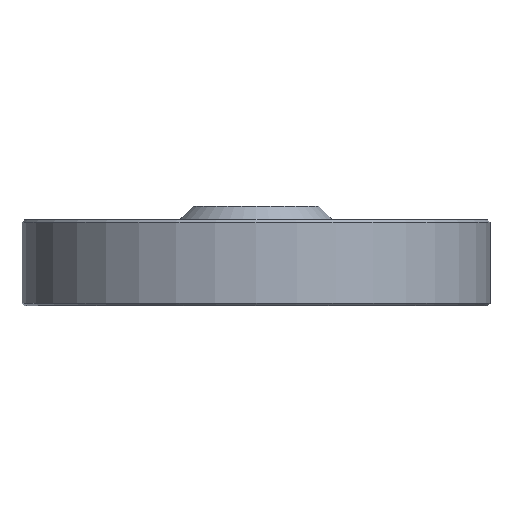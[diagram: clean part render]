
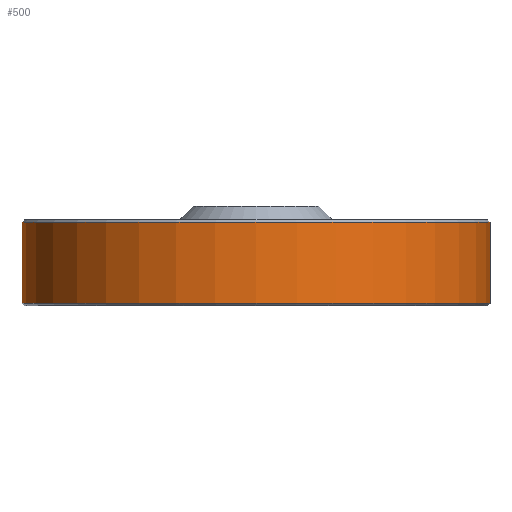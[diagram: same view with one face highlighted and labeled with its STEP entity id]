
A CAD part, front view. The second image highlights one B-rep face of the part: STEP entity #500.
In plain terms, the highlighted cylindrical face has radius 23.812 mm (diameter 47.625 mm), a partial arc.
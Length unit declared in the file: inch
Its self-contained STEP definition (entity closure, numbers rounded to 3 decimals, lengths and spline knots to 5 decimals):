
#4 = AXIS2_PLACEMENT_3D ( 'NONE', #535, #85, #611 ) ;
#19 = ORIENTED_EDGE ( 'NONE', *, *, #253, .F. ) ;
#76 = DIRECTION ( 'NONE',  ( 0., 0., 1. ) ) ;
#85 = DIRECTION ( 'NONE',  ( 0., 0., 1. ) ) ;
#88 = CARTESIAN_POINT ( 'NONE',  ( 1.40625, 0., -0.1475 ) ) ;
#103 = CARTESIAN_POINT ( 'NONE',  ( 0.46875, 0., 0.2425 ) ) ;
#110 = ORIENTED_EDGE ( 'NONE', *, *, #801, .T. ) ;
#161 = CARTESIAN_POINT ( 'NONE',  ( 0.46875, 0., 0.1775 ) ) ;
#184 = CIRCLE ( 'NONE', #4, 0.9375 ) ;
#210 = CYLINDRICAL_SURFACE ( 'NONE', #829, 0.9375 ) ;
#215 = VERTEX_POINT ( 'NONE', #929 ) ;
#239 = DIRECTION ( 'NONE',  ( -1., 0., 0. ) ) ;
#250 = ORIENTED_EDGE ( 'NONE', *, *, #604, .T. ) ;
#253 = EDGE_CURVE ( 'NONE', #588, #378, #470, .T. ) ;
#282 = CARTESIAN_POINT ( 'NONE',  ( -0.46875, 0., 0.2425 ) ) ;
#306 = VERTEX_POINT ( 'NONE', #88 ) ;
#378 = VERTEX_POINT ( 'NONE', #416 ) ;
#416 = CARTESIAN_POINT ( 'NONE',  ( -0.46875, 0., 0.1775 ) ) ;
#431 = FACE_OUTER_BOUND ( 'NONE', #618, .T. ) ;
#449 = ORIENTED_EDGE ( 'NONE', *, *, #450, .T. ) ;
#450 = EDGE_CURVE ( 'NONE', #306, #215, #479, .T. ) ;
#453 = CARTESIAN_POINT ( 'NONE',  ( 1.40625, 0., 0.2425 ) ) ;
#470 = LINE ( 'NONE', #282, #841 ) ;
#479 = LINE ( 'NONE', #453, #876 ) ;
#500 = ADVANCED_FACE ( 'NONE', ( #431 ), #210, .T. ) ;
#535 = CARTESIAN_POINT ( 'NONE',  ( 0.46875, 0., -0.1475 ) ) ;
#553 = DIRECTION ( 'NONE',  ( 1., 0., 0. ) ) ;
#588 = VERTEX_POINT ( 'NONE', #830 ) ;
#604 = EDGE_CURVE ( 'NONE', #588, #306, #184, .T. ) ;
#611 = DIRECTION ( 'NONE',  ( 1., 0., 0. ) ) ;
#618 = EDGE_LOOP ( 'NONE', ( #19, #250, #449, #110 ) ) ;
#691 = DIRECTION ( 'NONE',  ( 0., 0., -1. ) ) ;
#778 = DIRECTION ( 'NONE',  ( 0., 0., 1. ) ) ;
#801 = EDGE_CURVE ( 'NONE', #215, #378, #947, .T. ) ;
#803 = DIRECTION ( 'NONE',  ( 0., 0., 1. ) ) ;
#829 = AXIS2_PLACEMENT_3D ( 'NONE', #103, #778, #553 ) ;
#830 = CARTESIAN_POINT ( 'NONE',  ( -0.46875, 0., -0.1475 ) ) ;
#841 = VECTOR ( 'NONE', #803, 39.37008 ) ;
#876 = VECTOR ( 'NONE', #76, 39.37008 ) ;
#918 = AXIS2_PLACEMENT_3D ( 'NONE', #161, #691, #239 ) ;
#929 = CARTESIAN_POINT ( 'NONE',  ( 1.40625, 0., 0.1775 ) ) ;
#947 = CIRCLE ( 'NONE', #918, 0.9375 ) ;
